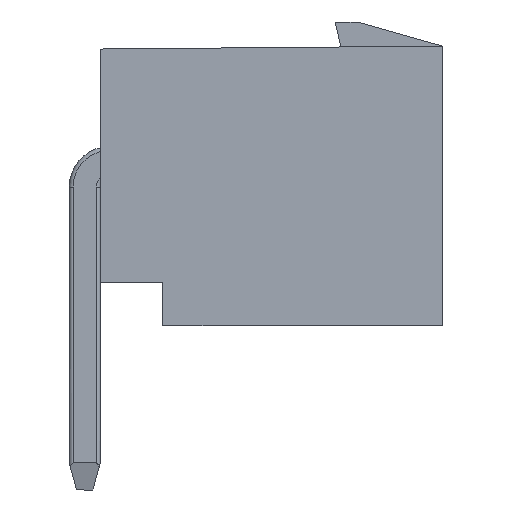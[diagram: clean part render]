
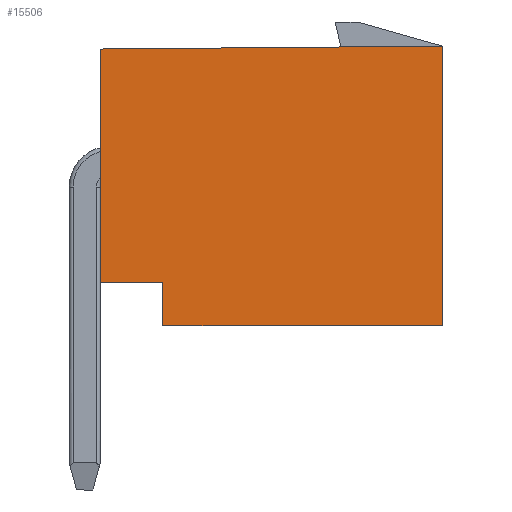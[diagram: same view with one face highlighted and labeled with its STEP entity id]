
A CAD part, left-side view. The second image highlights one B-rep face of the part: STEP entity #15506.
In plain terms, the highlighted planar face has unit normal (-1, 0, 0).
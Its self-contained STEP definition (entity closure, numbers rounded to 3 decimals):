
#291 = VERTEX_POINT ( 'NONE', #17896 ) ;
#1190 = PLANE ( 'NONE',  #6878 ) ;
#1211 = DIRECTION ( 'NONE',  ( 0., 1., 0. ) ) ;
#1282 = EDGE_CURVE ( 'NONE', #17634, #15249, #20188, .T. ) ;
#1879 = CARTESIAN_POINT ( 'NONE',  ( -7.5, 0., -2.9 ) ) ;
#2428 = LINE ( 'NONE', #9252, #20255 ) ;
#2869 = DIRECTION ( 'NONE',  ( 0., 1., 0. ) ) ;
#3045 = EDGE_CURVE ( 'NONE', #8201, #17368, #7212, .T. ) ;
#3160 = DIRECTION ( 'NONE',  ( 1., 0., 0. ) ) ;
#3728 = VECTOR ( 'NONE', #6698, 1000. ) ;
#4398 = VECTOR ( 'NONE', #1211, 1000. ) ;
#4558 = FACE_OUTER_BOUND ( 'NONE', #17166, .T. ) ;
#5109 = ORIENTED_EDGE ( 'NONE', *, *, #1282, .F. ) ;
#5671 = EDGE_CURVE ( 'NONE', #15249, #291, #2428, .T. ) ;
#6546 = VERTEX_POINT ( 'NONE', #17101 ) ;
#6698 = DIRECTION ( 'NONE',  ( 0., 0., 1. ) ) ;
#6839 = CARTESIAN_POINT ( 'NONE',  ( -7.5, -7.1, -2.9 ) ) ;
#6878 = AXIS2_PLACEMENT_3D ( 'NONE', #6839, #3160, #13666 ) ;
#7212 = LINE ( 'NONE', #17700, #18854 ) ;
#8201 = VERTEX_POINT ( 'NONE', #8647 ) ;
#8647 = CARTESIAN_POINT ( 'NONE',  ( -7.5, -7.1, 2.9 ) ) ;
#9252 = CARTESIAN_POINT ( 'NONE',  ( -7.5, 0., -2. ) ) ;
#9309 = DIRECTION ( 'NONE',  ( 0., 0., -1. ) ) ;
#9615 = ORIENTED_EDGE ( 'NONE', *, *, #5671, .F. ) ;
#10210 = EDGE_CURVE ( 'NONE', #6546, #291, #18827, .T. ) ;
#10722 = CARTESIAN_POINT ( 'NONE',  ( -7.5, -1.3, -2. ) ) ;
#11193 = VECTOR ( 'NONE', #16145, 1000. ) ;
#12458 = LINE ( 'NONE', #14034, #11193 ) ;
#12461 = ORIENTED_EDGE ( 'NONE', *, *, #3045, .F. ) ;
#12685 = ORIENTED_EDGE ( 'NONE', *, *, #10210, .T. ) ;
#13666 = DIRECTION ( 'NONE',  ( 0., -1., 0. ) ) ;
#13771 = EDGE_CURVE ( 'NONE', #17368, #17634, #20144, .T. ) ;
#14034 = CARTESIAN_POINT ( 'NONE',  ( -7.5, 0., 2.84 ) ) ;
#14235 = CARTESIAN_POINT ( 'NONE',  ( -7.5, -1.3, -2.9 ) ) ;
#14988 = ORIENTED_EDGE ( 'NONE', *, *, #20556, .F. ) ;
#15190 = CARTESIAN_POINT ( 'NONE',  ( -7.5, -7.1, -2.9 ) ) ;
#15249 = VERTEX_POINT ( 'NONE', #10722 ) ;
#15506 = ADVANCED_FACE ( 'NONE', ( #4558 ), #1190, .F. ) ;
#16145 = DIRECTION ( 'NONE',  ( 0., -1., 0.008 ) ) ;
#17101 = CARTESIAN_POINT ( 'NONE',  ( -7.5, 0., 2.84 ) ) ;
#17166 = EDGE_LOOP ( 'NONE', ( #12461, #14988, #12685, #9615, #5109, #20163 ) ) ;
#17368 = VERTEX_POINT ( 'NONE', #15190 ) ;
#17634 = VERTEX_POINT ( 'NONE', #14235 ) ;
#17700 = CARTESIAN_POINT ( 'NONE',  ( -7.5, -7.1, -2.9 ) ) ;
#17896 = CARTESIAN_POINT ( 'NONE',  ( -7.5, 0., -2. ) ) ;
#18377 = CARTESIAN_POINT ( 'NONE',  ( -7.5, -7.1, -2.9 ) ) ;
#18617 = CARTESIAN_POINT ( 'NONE',  ( -7.5, -1.3, -2.9 ) ) ;
#18827 = LINE ( 'NONE', #1879, #19481 ) ;
#18854 = VECTOR ( 'NONE', #9309, 1000. ) ;
#19481 = VECTOR ( 'NONE', #20712, 1000. ) ;
#20144 = LINE ( 'NONE', #18377, #4398 ) ;
#20163 = ORIENTED_EDGE ( 'NONE', *, *, #13771, .F. ) ;
#20188 = LINE ( 'NONE', #18617, #3728 ) ;
#20255 = VECTOR ( 'NONE', #2869, 1000. ) ;
#20556 = EDGE_CURVE ( 'NONE', #6546, #8201, #12458, .T. ) ;
#20712 = DIRECTION ( 'NONE',  ( 0., 0., -1. ) ) ;
